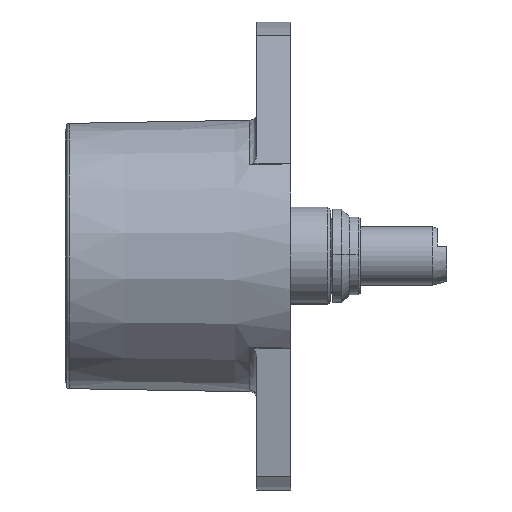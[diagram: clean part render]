
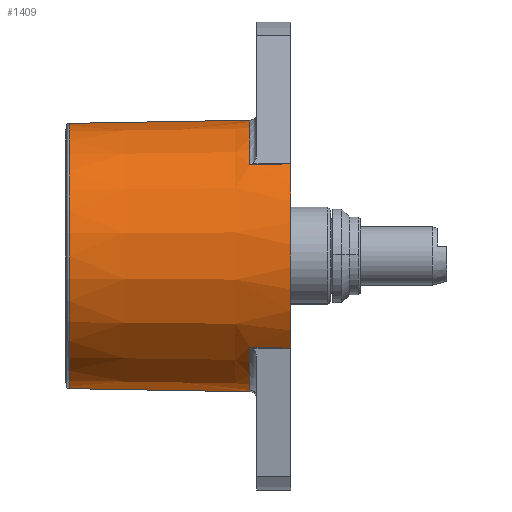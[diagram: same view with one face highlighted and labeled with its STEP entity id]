
A CAD part, left-side view. The second image highlights one B-rep face of the part: STEP entity #1409.
In plain terms, the highlighted conical face has half-angle 1 degrees and reference radius 14 mm.
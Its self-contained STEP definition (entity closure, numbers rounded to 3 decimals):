
#1268 = EDGE_CURVE ( 'NONE', #1280, #1281, #2976, .T. ) ;
#1280 = VERTEX_POINT ( 'NONE', #2839 ) ;
#1281 = VERTEX_POINT ( 'NONE', #2906 ) ;
#1347 = EDGE_CURVE ( 'NONE', #1435, #1348, #3022, .T. ) ;
#1348 = VERTEX_POINT ( 'NONE', #3155 ) ;
#1366 = ORIENTED_EDGE ( 'NONE', *, *, #1446, .F. ) ;
#1381 = EDGE_CURVE ( 'NONE', #1433, #1435, #3057, .T. ) ;
#1382 = ORIENTED_EDGE ( 'NONE', *, *, #1347, .T. ) ;
#1409 = ADVANCED_FACE ( 'NONE', ( #3024 ), #3170, .T. ) ;
#1410 = EDGE_LOOP ( 'NONE', ( #1411, #1412, #1427, #1428, #1431, #1434, #1382, #1366 ) ) ;
#1411 = ORIENTED_EDGE ( 'NONE', *, *, #1465, .T. ) ;
#1412 = ORIENTED_EDGE ( 'NONE', *, *, #1426, .T. ) ;
#1426 = EDGE_CURVE ( 'NONE', #1467, #1280, #3004, .T. ) ;
#1427 = ORIENTED_EDGE ( 'NONE', *, *, #1268, .T. ) ;
#1428 = ORIENTED_EDGE ( 'NONE', *, *, #1429, .T. ) ;
#1429 = EDGE_CURVE ( 'Kante5', #1281, #1430, #3000, .T. ) ;
#1430 = VERTEX_POINT ( 'NONE', #2999 ) ;
#1431 = ORIENTED_EDGE ( 'NONE', *, *, #1432, .F. ) ;
#1432 = EDGE_CURVE ( 'NONE', #1433, #1430, #3211, .T. ) ;
#1433 = VERTEX_POINT ( 'NONE', #3212 ) ;
#1434 = ORIENTED_EDGE ( 'NONE', *, *, #1381, .T. ) ;
#1435 = VERTEX_POINT ( 'NONE', #3206 ) ;
#1446 = EDGE_CURVE ( 'NONE', #1466, #1348, #3113, .T. ) ;
#1465 = EDGE_CURVE ( 'NONE', #1466, #1467, #3230, .T. ) ;
#1466 = VERTEX_POINT ( 'NONE', #3231 ) ;
#1467 = VERTEX_POINT ( 'NONE', #3228 ) ;
#2839 = CARTESIAN_POINT ( 'NONE',  ( -13.927, 0., 13.112 ) ) ;
#2906 = CARTESIAN_POINT ( 'NONE',  ( -9.349, 10.322, 13.112 ) ) ;
#2972 = DIRECTION ( 'NONE',  ( 1., 0., 0. ) ) ;
#2973 = DIRECTION ( 'NONE',  ( 0., 0., -1. ) ) ;
#2974 = CARTESIAN_POINT ( 'NONE',  ( 0., 0., 13.112 ) ) ;
#2975 = AXIS2_PLACEMENT_3D ( 'NONE', #2974, #2973, #2972 ) ;
#2976 = CIRCLE ( 'NONE', #2975, 13.927 ) ;
#2998 = CARTESIAN_POINT ( 'NONE',  ( -9.349, 10.322, 13.112 ) ) ;
#2999 = CARTESIAN_POINT ( 'NONE',  ( -9.458, 10.322, 17.3 ) ) ;
#3000 = B_SPLINE_CURVE_WITH_KNOTS ( 'NONE', 3,
 ( #2998, #3215, #3214, #3213 ),
 .UNSPECIFIED., .F., .F.,
 ( 4, 4 ),
 ( 0.025, 0.029 ),
 .UNSPECIFIED. ) ;
#3001 = DIRECTION ( 'NONE',  ( -0.017, 0., 1. ) ) ;
#3002 = VECTOR ( 'NONE', #3001, 1000. ) ;
#3003 = CARTESIAN_POINT ( 'NONE',  ( -14., 0., 17.3 ) ) ;
#3004 = LINE ( 'NONE', #3003, #3002 ) ;
#3022 = CIRCLE ( 'NONE', #3043, 13.927 ) ;
#3023 = CARTESIAN_POINT ( 'NONE',  ( 0., 0., 17.3 ) ) ;
#3024 = FACE_OUTER_BOUND ( 'NONE', #1410, .T. ) ;
#3041 = DIRECTION ( 'NONE',  ( 0., 0., -1. ) ) ;
#3042 = CARTESIAN_POINT ( 'NONE',  ( 0., 0., 13.112 ) ) ;
#3043 = AXIS2_PLACEMENT_3D ( 'NONE', #3042, #3041, #3156 ) ;
#3057 = B_SPLINE_CURVE_WITH_KNOTS ( 'NONE', 3,
 ( #3185, #3184, #3183, #3182 ),
 .UNSPECIFIED., .F., .F.,
 ( 4, 4 ),
 ( 0.026, 0.03 ),
 .UNSPECIFIED. ) ;
#3110 = DIRECTION ( 'NONE',  ( 0.017, 0., 1. ) ) ;
#3111 = VECTOR ( 'NONE', #3110, 1000. ) ;
#3112 = CARTESIAN_POINT ( 'NONE',  ( 14., 0., 17.3 ) ) ;
#3113 = LINE ( 'NONE', #3112, #3111 ) ;
#3155 = CARTESIAN_POINT ( 'NONE',  ( 13.927, 0., 13.112 ) ) ;
#3156 = DIRECTION ( 'NONE',  ( 1., 0., 0. ) ) ;
#3167 = DIRECTION ( 'NONE',  ( 1., 0., 0. ) ) ;
#3168 = DIRECTION ( 'NONE',  ( 0., 0., 1. ) ) ;
#3169 = AXIS2_PLACEMENT_3D ( 'NONE', #3023, #3168, #3167 ) ;
#3170 = CONICAL_SURFACE ( 'NONE', #3169, 14., 0.017 ) ;
#3182 = CARTESIAN_POINT ( 'NONE',  ( 9.349, 10.322, 13.112 ) ) ;
#3183 = CARTESIAN_POINT ( 'NONE',  ( 9.386, 10.322, 14.508 ) ) ;
#3184 = CARTESIAN_POINT ( 'NONE',  ( 9.422, 10.322, 15.904 ) ) ;
#3185 = CARTESIAN_POINT ( 'NONE',  ( 9.458, 10.322, 17.3 ) ) ;
#3206 = CARTESIAN_POINT ( 'NONE',  ( 9.349, 10.322, 13.112 ) ) ;
#3207 = DIRECTION ( 'NONE',  ( 1., 0., 0. ) ) ;
#3208 = DIRECTION ( 'NONE',  ( 0., 0., 1. ) ) ;
#3209 = CARTESIAN_POINT ( 'NONE',  ( 0., 0., 17.3 ) ) ;
#3210 = AXIS2_PLACEMENT_3D ( 'NONE', #3209, #3208, #3207 ) ;
#3211 = CIRCLE ( 'NONE', #3210, 14. ) ;
#3212 = CARTESIAN_POINT ( 'NONE',  ( 9.458, 10.322, 17.3 ) ) ;
#3213 = CARTESIAN_POINT ( 'NONE',  ( -9.458, 10.322, 17.3 ) ) ;
#3214 = CARTESIAN_POINT ( 'NONE',  ( -9.422, 10.322, 15.904 ) ) ;
#3215 = CARTESIAN_POINT ( 'NONE',  ( -9.386, 10.322, 14.508 ) ) ;
#3228 = CARTESIAN_POINT ( 'NONE',  ( -13.604, 0., -5.405 ) ) ;
#3229 = CARTESIAN_POINT ( 'NONE',  ( 0., 0., -5.405 ) ) ;
#3230 = CIRCLE ( 'NONE', #3241, 13.604 ) ;
#3231 = CARTESIAN_POINT ( 'NONE',  ( 13.604, 0., -5.405 ) ) ;
#3239 = DIRECTION ( 'NONE',  ( -1., 0., 0. ) ) ;
#3240 = DIRECTION ( 'NONE',  ( 0., 0., 1. ) ) ;
#3241 = AXIS2_PLACEMENT_3D ( 'NONE', #3229, #3240, #3239 ) ;
